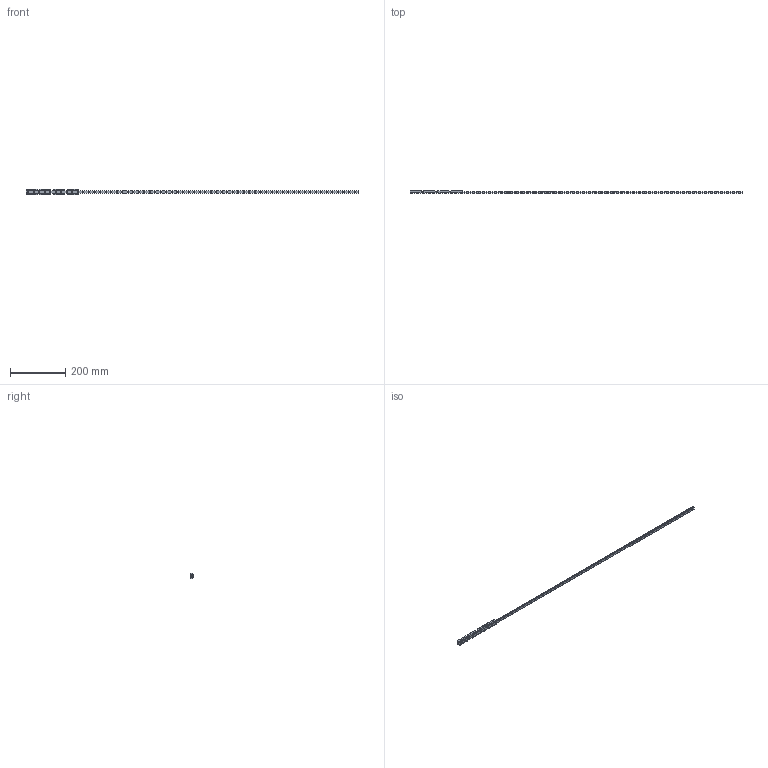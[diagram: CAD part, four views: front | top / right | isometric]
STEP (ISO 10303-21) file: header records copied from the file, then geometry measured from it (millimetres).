
FILE_DESCRIPTION( ( 'STEP AP203' ), '1' );
FILE_NAME( 'SNHC-H10-4-L1200-E7.5.stp', '2021-05-19T09:36:49', ( 'License CC BY-ND 4.0' ), ( 'CADENAS' ), ' ', 'PARTsolutions', ' ' );
FILE_SCHEMA( ( 'CONFIG_CONTROL_DESIGN' ) );
Length unit declared in the file: millimetre
Products named in the file (3): SNHC-H10-4-L1200-E7.5; _SNHC-H10-4-L1200-E7.5_SNHC_GUIDERAIL; _SNHC-H10-4-L1200-E7.5_SNHC_BLOCK
Assembly tree (5 placements, depth 2):
  SNHC-H10-4-L1200-E7.5
    _SNHC-H10-4-L1200-E7.5_SNHC_GUIDERAIL
    _SNHC-H10-4-L1200-E7.5_SNHC_BLOCK  x4
Bounding box: 1200 x 10 x 20 mm (x, y, z)
Volume: 77167.2 mm3; surface area: 57667.2 mm2
Topology: 5 solids, 5 shells, 606 faces, 1400 edges, 888 vertices
Faces by surface type: plane 270, cylinder 200, cone 136
Full cylindrical faces by diameter (mm): 1.4 x8, 2.459 x16, 3.51 x60, 6.01 x60
Entity records: 9884 total; most frequent: DIRECTION 1824, CARTESIAN_POINT 1534, ORIENTED_EDGE 1208, EDGE_LOOP 832, AXIS2_PLACEMENT_3D 818, EDGE_CURVE 604, VERTEX_POINT 528, FACE_OUTER_BOUND 522
